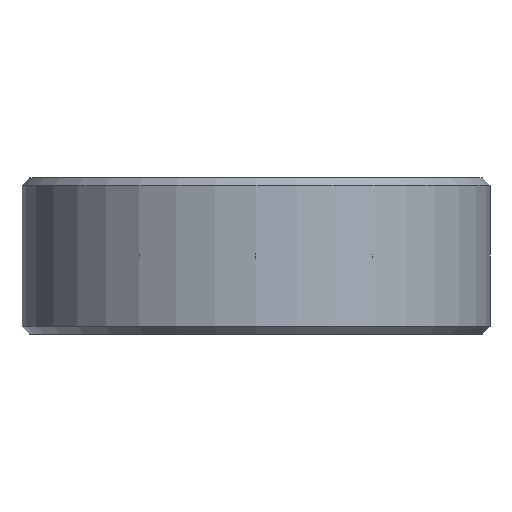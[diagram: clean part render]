
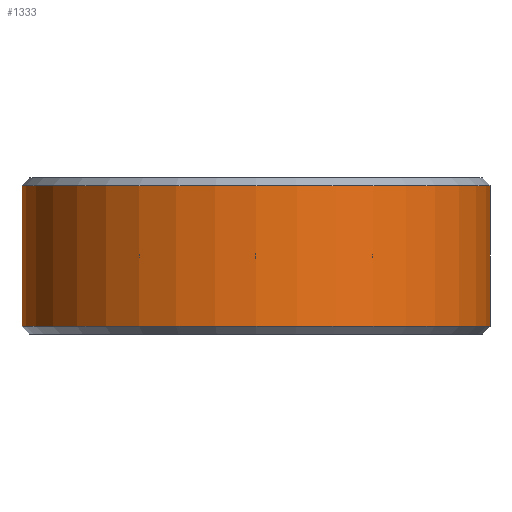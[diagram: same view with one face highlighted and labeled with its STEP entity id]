
A CAD part, front view. The second image highlights one B-rep face of the part: STEP entity #1333.
In plain terms, the highlighted cylindrical face has radius 4.763 mm (diameter 9.525 mm), a partial arc.
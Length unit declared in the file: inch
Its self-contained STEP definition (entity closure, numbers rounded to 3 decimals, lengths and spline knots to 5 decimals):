
#15 = CIRCLE ( 'NONE', #658, 0.1875 ) ;
#25 = DIRECTION ( 'NONE',  ( 0., 0., 1. ) ) ;
#32 = VERTEX_POINT ( 'NONE', #1470 ) ;
#92 = EDGE_CURVE ( 'NONE', #1172, #32, #339, .T. ) ;
#191 = DIRECTION ( 'NONE',  ( 0., 0., 1. ) ) ;
#219 = VECTOR ( 'NONE', #25, 39.37008 ) ;
#276 = EDGE_CURVE ( 'NONE', #1197, #558, #1231, .T. ) ;
#280 = CARTESIAN_POINT ( 'NONE',  ( 0., 0., 0.05625 ) ) ;
#339 = LINE ( 'NONE', #967, #1065 ) ;
#428 = DIRECTION ( 'NONE',  ( 0., 0., 1. ) ) ;
#507 = EDGE_CURVE ( 'NONE', #1197, #1172, #646, .T. ) ;
#558 = VERTEX_POINT ( 'NONE', #1634 ) ;
#646 = CIRCLE ( 'NONE', #1306, 0.1875 ) ;
#653 = CARTESIAN_POINT ( 'NONE',  ( 0.1875, 0., -0.05625 ) ) ;
#658 = AXIS2_PLACEMENT_3D ( 'NONE', #280, #428, #1181 ) ;
#697 = CARTESIAN_POINT ( 'NONE',  ( -0.1875, 0., 0.0625 ) ) ;
#738 = DIRECTION ( 'NONE',  ( 0., 0., 1. ) ) ;
#862 = CYLINDRICAL_SURFACE ( 'NONE', #910, 0.1875 ) ;
#869 = CARTESIAN_POINT ( 'NONE',  ( 0., 0., 0.0625 ) ) ;
#910 = AXIS2_PLACEMENT_3D ( 'NONE', #869, #1609, #1008 ) ;
#955 = EDGE_CURVE ( 'NONE', #558, #32, #15, .T. ) ;
#963 = ORIENTED_EDGE ( 'NONE', *, *, #92, .T. ) ;
#967 = CARTESIAN_POINT ( 'NONE',  ( 0.1875, 0., 0.0625 ) ) ;
#1008 = DIRECTION ( 'NONE',  ( 1., 0., 0. ) ) ;
#1065 = VECTOR ( 'NONE', #191, 39.37008 ) ;
#1110 = CARTESIAN_POINT ( 'NONE',  ( 0., 0., -0.05625 ) ) ;
#1118 = DIRECTION ( 'NONE',  ( 1., 0., 0. ) ) ;
#1119 = ORIENTED_EDGE ( 'NONE', *, *, #276, .F. ) ;
#1172 = VERTEX_POINT ( 'NONE', #653 ) ;
#1175 = EDGE_LOOP ( 'NONE', ( #1119, #1482, #963, #1502 ) ) ;
#1181 = DIRECTION ( 'NONE',  ( 1., 0., 0. ) ) ;
#1197 = VERTEX_POINT ( 'NONE', #1220 ) ;
#1206 = FACE_OUTER_BOUND ( 'NONE', #1175, .T. ) ;
#1220 = CARTESIAN_POINT ( 'NONE',  ( -0.1875, 0., -0.05625 ) ) ;
#1231 = LINE ( 'NONE', #697, #219 ) ;
#1306 = AXIS2_PLACEMENT_3D ( 'NONE', #1110, #738, #1118 ) ;
#1333 = ADVANCED_FACE ( 'NONE', ( #1206 ), #862, .T. ) ;
#1470 = CARTESIAN_POINT ( 'NONE',  ( 0.1875, 0., 0.05625 ) ) ;
#1482 = ORIENTED_EDGE ( 'NONE', *, *, #507, .T. ) ;
#1502 = ORIENTED_EDGE ( 'NONE', *, *, #955, .F. ) ;
#1609 = DIRECTION ( 'NONE',  ( 0., 0., 1. ) ) ;
#1634 = CARTESIAN_POINT ( 'NONE',  ( -0.1875, 0., 0.05625 ) ) ;
